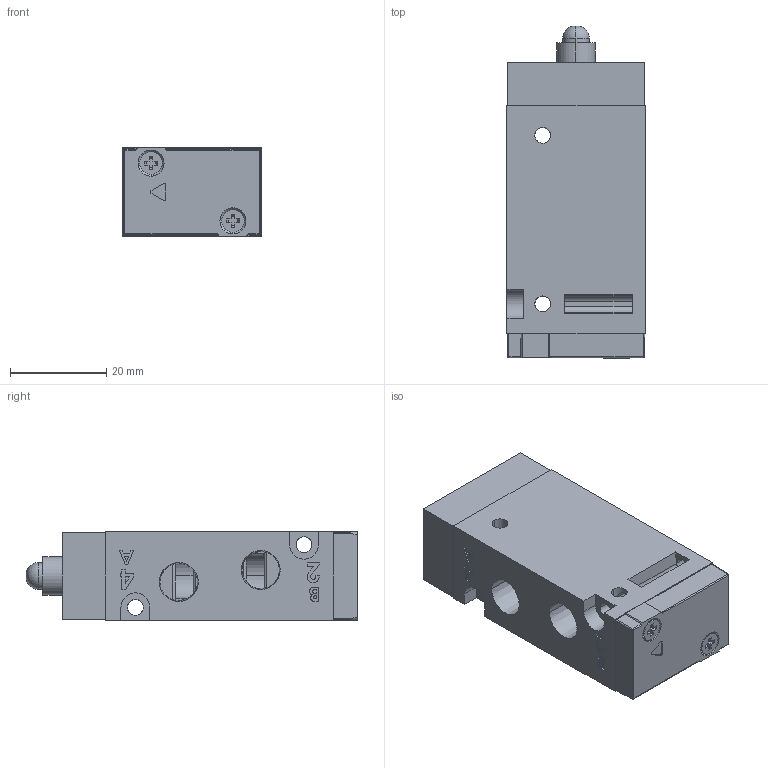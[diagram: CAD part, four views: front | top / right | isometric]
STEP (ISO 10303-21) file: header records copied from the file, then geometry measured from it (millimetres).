
FILE_DESCRIPTION (( 'STEP AP203' ), '1' );
FILE_NAME ('RLV210-PU.STEP', '2016-01-12T11:38:32', ( 'yrd8' ), ( 'Hewlett-Packard Company' ), 'SwSTEP 2.0', 'SolidWorks 2008', '' );
FILE_SCHEMA (( 'CONFIG_CONTROL_DESIGN' ));
Length unit declared in the file: millimetre
Products named in the file (6): RLV210-PU; PMVE210SEMI PILOT_晦獄 撲薑; SF2000BodyCover_ル遽; 160-PU; BodyCoverBolt(M2.6xL7.5)_ル遽; sf2000 body
Assembly tree (8 placements, depth 2):
  RLV210-PU
    sf2000 body
    SF2000BodyCover_ル遽
    BodyCoverBolt(M2.6xL7.5)_ル遽  x4
    PMVE210SEMI PILOT_晦獄 撲薑
    160-PU
Bounding box: 28.7 x 68.9 x 18.4 mm (x, y, z)
Volume: 24298.2 mm3; surface area: 14942.6 mm2
Topology: 8 solids, 8 shells, 899 faces, 2336 edges, 1475 vertices
Faces by surface type: plane 356, cylinder 218, cone 187, bspline 112, torus 22, sphere 4
Entity records: 34772 total; most frequent: CARTESIAN_POINT 16441, ORIENTED_EDGE 3892, DIRECTION 3375, EDGE_CURVE 1946, VERTEX_POINT 1265, AXIS2_PLACEMENT_3D 1191, VECTOR 993, LINE 993
